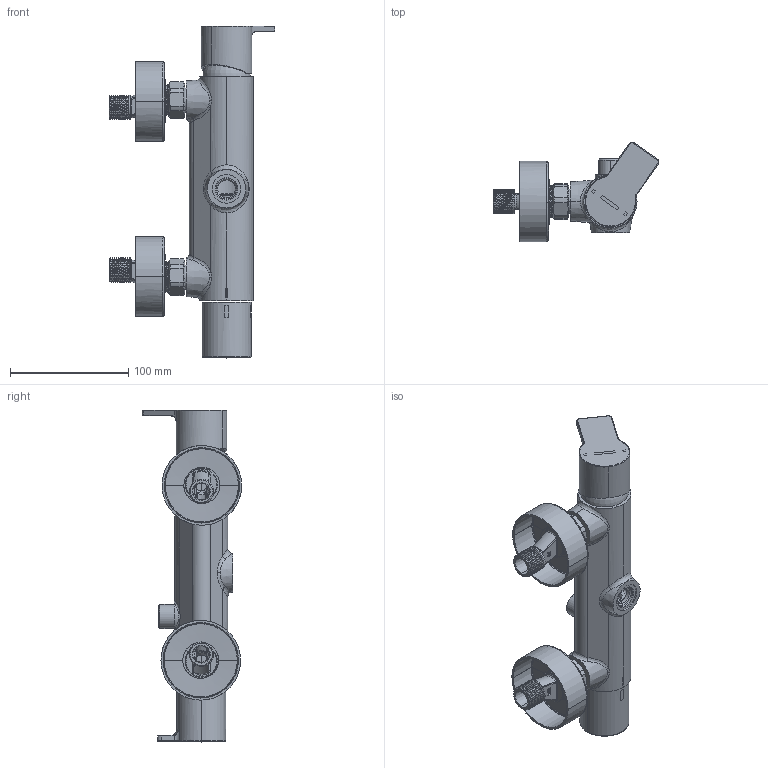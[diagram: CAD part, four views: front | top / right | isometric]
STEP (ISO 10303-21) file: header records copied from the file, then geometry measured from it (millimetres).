
FILE_DESCRIPTION (( 'STEP AP203' ), '1' );
FILE_NAME ('94DP08837.STEP', '2023-10-19T10:44:32', ( '' ), ( '' ), 'SwSTEP 2.0', 'SolidWorks 2021', '' );
FILE_SCHEMA (( 'CONFIG_CONTROL_DESIGN' ));
Length unit declared in the file: millimetre
Products named in the file (1): 94DP08837
Bounding box: 140.37 x 84.24 x 281.35 mm (x, y, z)
Volume: 257063.6 mm3; surface area: 200763.6 mm2
Topology: 17 solids, 17 shells, 1637 faces, 4157 edges, 2546 vertices
Faces by surface type: cylinder 554, bspline 488, plane 380, cone 151, torus 48, sphere 16
Entity records: 108558 total; most frequent: CARTESIAN_POINT 74185, ORIENTED_EDGE 8188, DIRECTION 5760, EDGE_CURVE 4094, VERTEX_POINT 2546, AXIS2_PLACEMENT_3D 2239, EDGE_LOOP 1740, ADVANCED_FACE 1637
